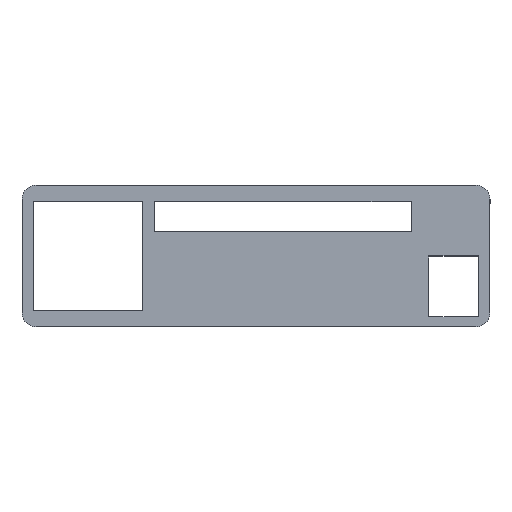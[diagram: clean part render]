
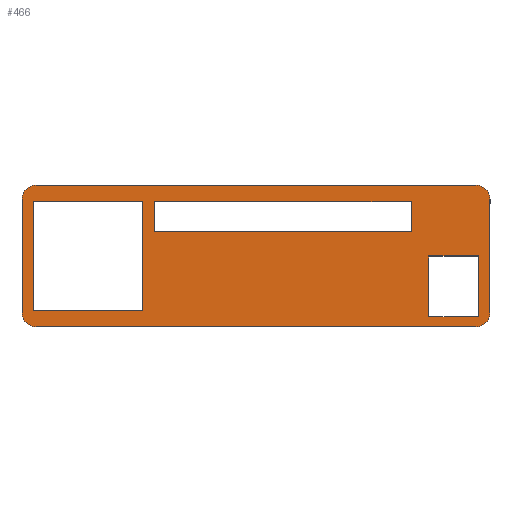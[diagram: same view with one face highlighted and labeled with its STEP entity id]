
A CAD part, top view. The second image highlights one B-rep face of the part: STEP entity #466.
In plain terms, the highlighted planar face has unit normal (0, 0, 1).
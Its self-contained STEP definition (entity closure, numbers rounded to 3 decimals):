
#15=FACE_BOUND('',#78,.T.);
#16=FACE_BOUND('',#79,.T.);
#17=FACE_BOUND('',#80,.T.);
#22=(
BOUNDED_CURVE()
B_SPLINE_CURVE(3,(#698,#699,#700,#701),.UNSPECIFIED.,.F.,.F.)
B_SPLINE_CURVE_WITH_KNOTS((4,4),(-1.,0.),.UNSPECIFIED.)
CURVE()
GEOMETRIC_REPRESENTATION_ITEM()
RATIONAL_B_SPLINE_CURVE((1.,1.,1.,1.))
REPRESENTATION_ITEM('')
);
#24=(
BOUNDED_CURVE()
B_SPLINE_CURVE(3,(#723,#724,#725,#726),.UNSPECIFIED.,.F.,.F.)
B_SPLINE_CURVE_WITH_KNOTS((4,4),(-1.,0.),.UNSPECIFIED.)
CURVE()
GEOMETRIC_REPRESENTATION_ITEM()
RATIONAL_B_SPLINE_CURVE((1.,1.,1.,1.))
REPRESENTATION_ITEM('')
);
#26=(
BOUNDED_CURVE()
B_SPLINE_CURVE(3,(#748,#749,#750,#751),.UNSPECIFIED.,.F.,.F.)
B_SPLINE_CURVE_WITH_KNOTS((4,4),(-1.,0.),.UNSPECIFIED.)
CURVE()
GEOMETRIC_REPRESENTATION_ITEM()
RATIONAL_B_SPLINE_CURVE((1.,1.,1.,1.))
REPRESENTATION_ITEM('')
);
#28=(
BOUNDED_CURVE()
B_SPLINE_CURVE(3,(#771,#772,#773,#774),.UNSPECIFIED.,.F.,.F.)
B_SPLINE_CURVE_WITH_KNOTS((4,4),(-1.,0.),.UNSPECIFIED.)
CURVE()
GEOMETRIC_REPRESENTATION_ITEM()
RATIONAL_B_SPLINE_CURVE((1.,1.,1.,1.))
REPRESENTATION_ITEM('')
);
#54=FACE_OUTER_BOUND('',#77,.T.);
#77=EDGE_LOOP('',(#384,#385,#386,#387,#388,#389,#390,#391));
#78=EDGE_LOOP('',(#392,#393,#394,#395,#396));
#79=EDGE_LOOP('',(#397,#398,#399,#400));
#80=EDGE_LOOP('',(#401,#402,#403,#404));
#87=LINE('',#604,#142);
#90=LINE('',#610,#145);
#93=LINE('',#616,#148);
#96=LINE('',#620,#151);
#99=LINE('',#628,#154);
#102=LINE('',#634,#157);
#105=LINE('',#640,#160);
#108=LINE('',#644,#163);
#111=LINE('',#652,#166);
#114=LINE('',#658,#169);
#117=LINE('',#664,#172);
#120=LINE('',#670,#175);
#123=LINE('',#674,#178);
#126=LINE('',#682,#181);
#130=LINE('',#707,#185);
#134=LINE('',#732,#189);
#138=LINE('',#757,#193);
#142=VECTOR('',#507,10.);
#145=VECTOR('',#512,10.);
#148=VECTOR('',#517,10.);
#151=VECTOR('',#522,10.);
#154=VECTOR('',#527,10.);
#157=VECTOR('',#532,10.);
#160=VECTOR('',#537,10.);
#163=VECTOR('',#542,10.);
#166=VECTOR('',#547,10.);
#169=VECTOR('',#552,10.);
#172=VECTOR('',#557,10.);
#175=VECTOR('',#562,10.);
#178=VECTOR('',#567,10.);
#181=VECTOR('',#572,10.);
#185=VECTOR('',#578,10.);
#189=VECTOR('',#584,10.);
#193=VECTOR('',#590,10.);
#197=VERTEX_POINT('',#601);
#198=VERTEX_POINT('',#603);
#200=VERTEX_POINT('',#609);
#202=VERTEX_POINT('',#615);
#205=VERTEX_POINT('',#625);
#206=VERTEX_POINT('',#627);
#208=VERTEX_POINT('',#633);
#210=VERTEX_POINT('',#639);
#213=VERTEX_POINT('',#649);
#214=VERTEX_POINT('',#651);
#216=VERTEX_POINT('',#657);
#218=VERTEX_POINT('',#663);
#220=VERTEX_POINT('',#669);
#223=VERTEX_POINT('',#679);
#224=VERTEX_POINT('',#681);
#226=VERTEX_POINT('',#697);
#228=VERTEX_POINT('',#706);
#230=VERTEX_POINT('',#722);
#232=VERTEX_POINT('',#731);
#234=VERTEX_POINT('',#747);
#236=VERTEX_POINT('',#756);
#239=EDGE_CURVE('',#198,#197,#87,.T.);
#242=EDGE_CURVE('',#200,#198,#90,.T.);
#245=EDGE_CURVE('',#202,#200,#93,.T.);
#248=EDGE_CURVE('',#197,#202,#96,.T.);
#251=EDGE_CURVE('',#206,#205,#99,.T.);
#254=EDGE_CURVE('',#208,#206,#102,.T.);
#257=EDGE_CURVE('',#210,#208,#105,.T.);
#260=EDGE_CURVE('',#205,#210,#108,.T.);
#263=EDGE_CURVE('',#214,#213,#111,.T.);
#266=EDGE_CURVE('',#216,#214,#114,.T.);
#269=EDGE_CURVE('',#218,#216,#117,.T.);
#272=EDGE_CURVE('',#220,#218,#120,.T.);
#275=EDGE_CURVE('',#213,#220,#123,.T.);
#278=EDGE_CURVE('',#224,#223,#126,.T.);
#281=EDGE_CURVE('',#226,#224,#22,.T.);
#284=EDGE_CURVE('',#228,#226,#130,.T.);
#287=EDGE_CURVE('',#230,#228,#24,.T.);
#290=EDGE_CURVE('',#232,#230,#134,.T.);
#293=EDGE_CURVE('',#234,#232,#26,.T.);
#296=EDGE_CURVE('',#236,#234,#138,.T.);
#299=EDGE_CURVE('',#223,#236,#28,.T.);
#384=ORIENTED_EDGE('',*,*,#299,.T.);
#385=ORIENTED_EDGE('',*,*,#296,.T.);
#386=ORIENTED_EDGE('',*,*,#293,.T.);
#387=ORIENTED_EDGE('',*,*,#290,.T.);
#388=ORIENTED_EDGE('',*,*,#287,.T.);
#389=ORIENTED_EDGE('',*,*,#284,.T.);
#390=ORIENTED_EDGE('',*,*,#281,.T.);
#391=ORIENTED_EDGE('',*,*,#278,.T.);
#392=ORIENTED_EDGE('',*,*,#275,.T.);
#393=ORIENTED_EDGE('',*,*,#272,.T.);
#394=ORIENTED_EDGE('',*,*,#269,.T.);
#395=ORIENTED_EDGE('',*,*,#266,.T.);
#396=ORIENTED_EDGE('',*,*,#263,.T.);
#397=ORIENTED_EDGE('',*,*,#260,.T.);
#398=ORIENTED_EDGE('',*,*,#257,.T.);
#399=ORIENTED_EDGE('',*,*,#254,.T.);
#400=ORIENTED_EDGE('',*,*,#251,.T.);
#401=ORIENTED_EDGE('',*,*,#248,.T.);
#402=ORIENTED_EDGE('',*,*,#245,.T.);
#403=ORIENTED_EDGE('',*,*,#242,.T.);
#404=ORIENTED_EDGE('',*,*,#239,.T.);
#443=PLANE('',#499);
#466=ADVANCED_FACE('',(#54,#15,#16,#17),#443,.T.);
#499=AXIS2_PLACEMENT_3D('',#775,#592,#593);
#507=DIRECTION('',(0.,-1.,0.));
#512=DIRECTION('',(1.,0.,0.));
#517=DIRECTION('',(0.,1.,0.));
#522=DIRECTION('',(-1.,0.,0.));
#527=DIRECTION('',(1.,0.,0.));
#532=DIRECTION('',(0.,1.,0.));
#537=DIRECTION('',(-1.,0.,0.));
#542=DIRECTION('',(0.,-1.,0.));
#547=DIRECTION('',(0.,1.,0.));
#552=DIRECTION('',(-1.,0.,0.));
#557=DIRECTION('',(0.,-1.,0.));
#562=DIRECTION('',(1.,0.,0.));
#567=DIRECTION('',(1.,-0.002,0.));
#572=DIRECTION('',(0.,-1.,0.));
#578=DIRECTION('',(-1.,0.,0.));
#584=DIRECTION('',(0.,1.,0.));
#590=DIRECTION('',(1.,0.,0.));
#592=DIRECTION('center_axis',(0.,0.,1.));
#593=DIRECTION('ref_axis',(1.,0.,0.));
#601=CARTESIAN_POINT('',(66.4,-20.582,3.));
#603=CARTESIAN_POINT('',(66.4,-12.,3.));
#604=CARTESIAN_POINT('',(66.4,-12.229,3.));
#609=CARTESIAN_POINT('',(59.357,-12.,3.));
#610=CARTESIAN_POINT('',(66.4,-12.,3.));
#615=CARTESIAN_POINT('',(59.357,-20.582,3.));
#616=CARTESIAN_POINT('',(59.357,-12.256,3.));
#620=CARTESIAN_POINT('',(59.925,-20.582,3.));
#625=CARTESIAN_POINT('',(18.976,-4.3,3.));
#627=CARTESIAN_POINT('',(3.574,-4.3,3.));
#628=CARTESIAN_POINT('',(3.574,-4.3,3.));
#633=CARTESIAN_POINT('',(3.574,-19.7,3.));
#634=CARTESIAN_POINT('',(3.574,-19.7,3.));
#639=CARTESIAN_POINT('',(18.976,-19.7,3.));
#640=CARTESIAN_POINT('',(18.976,-19.7,3.));
#644=CARTESIAN_POINT('',(18.976,-4.3,3.));
#649=CARTESIAN_POINT('',(20.627,-4.301,3.));
#651=CARTESIAN_POINT('',(20.627,-8.482,3.));
#652=CARTESIAN_POINT('',(20.627,-4.363,3.));
#657=CARTESIAN_POINT('',(56.943,-8.482,3.));
#658=CARTESIAN_POINT('',(20.627,-8.482,3.));
#663=CARTESIAN_POINT('',(56.943,-4.363,3.));
#664=CARTESIAN_POINT('',(56.943,-8.482,3.));
#669=CARTESIAN_POINT('',(49.498,-4.363,3.));
#670=CARTESIAN_POINT('',(51.352,-4.363,3.));
#674=CARTESIAN_POINT('',(49.498,-4.363,3.));
#679=CARTESIAN_POINT('',(2.,-20.,3.));
#681=CARTESIAN_POINT('',(2.,-4.,3.));
#682=CARTESIAN_POINT('',(2.,-20.,3.));
#697=CARTESIAN_POINT('',(4.,-2.,3.));
#698=CARTESIAN_POINT('Ctrl Pts',(4.,-2.,3.));
#699=CARTESIAN_POINT('Ctrl Pts',(2.896,-2.,3.));
#700=CARTESIAN_POINT('Ctrl Pts',(2.,-2.896,3.));
#701=CARTESIAN_POINT('Ctrl Pts',(2.,-4.,3.));
#706=CARTESIAN_POINT('',(66.,-2.,3.));
#707=CARTESIAN_POINT('',(4.,-2.,3.));
#722=CARTESIAN_POINT('',(68.,-4.,3.));
#723=CARTESIAN_POINT('Ctrl Pts',(68.,-4.,3.));
#724=CARTESIAN_POINT('Ctrl Pts',(68.,-2.896,3.));
#725=CARTESIAN_POINT('Ctrl Pts',(67.104,-2.,3.));
#726=CARTESIAN_POINT('Ctrl Pts',(66.,-2.,3.));
#731=CARTESIAN_POINT('',(68.,-20.,3.));
#732=CARTESIAN_POINT('',(68.,-4.,3.));
#747=CARTESIAN_POINT('',(66.,-22.,3.));
#748=CARTESIAN_POINT('Ctrl Pts',(66.,-22.,3.));
#749=CARTESIAN_POINT('Ctrl Pts',(67.104,-22.,3.));
#750=CARTESIAN_POINT('Ctrl Pts',(68.,-21.104,3.));
#751=CARTESIAN_POINT('Ctrl Pts',(68.,-20.,3.));
#756=CARTESIAN_POINT('',(4.,-22.,3.));
#757=CARTESIAN_POINT('',(66.,-22.,3.));
#771=CARTESIAN_POINT('Ctrl Pts',(2.,-20.,3.));
#772=CARTESIAN_POINT('Ctrl Pts',(2.,-21.104,3.));
#773=CARTESIAN_POINT('Ctrl Pts',(2.896,-22.,3.));
#774=CARTESIAN_POINT('Ctrl Pts',(4.,-22.,3.));
#775=CARTESIAN_POINT('Origin',(35.,-12.,3.));
